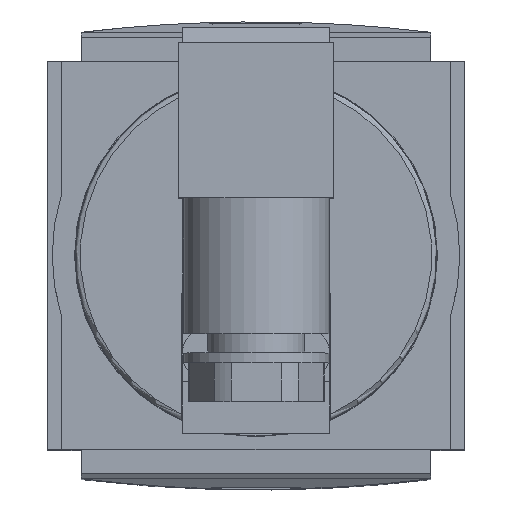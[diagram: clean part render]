
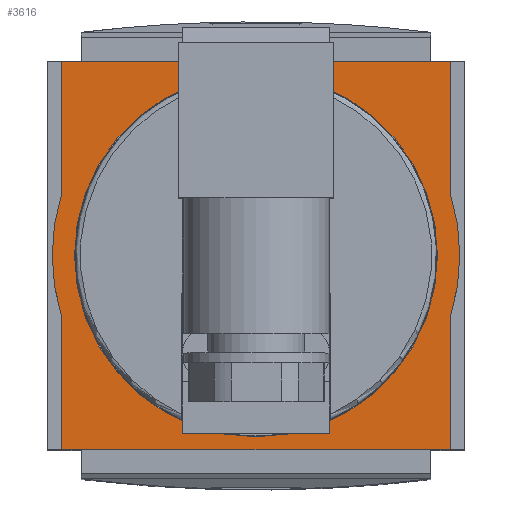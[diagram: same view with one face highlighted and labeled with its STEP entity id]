
A CAD part, top view. The second image highlights one B-rep face of the part: STEP entity #3616.
In plain terms, the highlighted planar face has unit normal (0, 0, 1).
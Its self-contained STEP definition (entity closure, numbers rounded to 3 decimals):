
#3532=CARTESIAN_POINT('',(-15.578,15.578,41.6));
#3533=DIRECTION('',(0.0,0.0,1.0));
#3534=DIRECTION('',(1.0,0.0,0.0));
#3535=AXIS2_PLACEMENT_3D('',#3532,#3533,#3534);
#3536=PLANE('',#3535);
#3537=CARTESIAN_POINT('',(-20.,20.0,41.6));
#3538=VERTEX_POINT('',#3537);
#3539=CARTESIAN_POINT('',(20.,20.,41.6));
#3540=VERTEX_POINT('',#3539);
#3541=CARTESIAN_POINT('',(-20.,20.0,41.6));
#3542=DIRECTION('',(1.0,0.0,0.0));
#3543=VECTOR('',#3542,40.0);
#3544=LINE('',#3541,#3543);
#3545=EDGE_CURVE('',#3538,#3540,#3544,.T.);
#3546=ORIENTED_EDGE('',*,*,#3545,.F.);
#3547=CARTESIAN_POINT('',(-20.,6.403,41.6));
#3548=VERTEX_POINT('',#3547);
#3549=CARTESIAN_POINT('',(-20.,6.403,41.6));
#3550=DIRECTION('',(0.0,1.0,0.0));
#3551=VECTOR('',#3550,13.597);
#3552=LINE('',#3549,#3551);
#3553=EDGE_CURVE('',#3548,#3538,#3552,.T.);
#3554=ORIENTED_EDGE('',*,*,#3553,.F.);
#3555=CARTESIAN_POINT('',(-20.,-6.403,41.6));
#3556=VERTEX_POINT('',#3555);
#3557=CARTESIAN_POINT('',(0.0,0.0,41.6));
#3558=DIRECTION('',(0.0,0.0,-1.0));
#3559=DIRECTION('',(-0.305,0.952,0.0));
#3560=AXIS2_PLACEMENT_3D('',#3557,#3558,#3559);
#3561=CIRCLE('',#3560,21.);
#3562=EDGE_CURVE('',#3556,#3548,#3561,.T.);
#3563=ORIENTED_EDGE('',*,*,#3562,.F.);
#3564=CARTESIAN_POINT('',(-20.,-20.0,41.6));
#3565=VERTEX_POINT('',#3564);
#3566=CARTESIAN_POINT('',(-20.,-20.0,41.6));
#3567=DIRECTION('',(0.0,1.0,0.0));
#3568=VECTOR('',#3567,13.597);
#3569=LINE('',#3566,#3568);
#3570=EDGE_CURVE('',#3565,#3556,#3569,.T.);
#3571=ORIENTED_EDGE('',*,*,#3570,.F.);
#3572=CARTESIAN_POINT('',(20.,-20.,41.6));
#3573=VERTEX_POINT('',#3572);
#3574=CARTESIAN_POINT('',(20.,-20.,41.6));
#3575=DIRECTION('',(-1.0,0.0,0.0));
#3576=VECTOR('',#3575,40.0);
#3577=LINE('',#3574,#3576);
#3578=EDGE_CURVE('',#3573,#3565,#3577,.T.);
#3579=ORIENTED_EDGE('',*,*,#3578,.F.);
#3580=CARTESIAN_POINT('',(20.,-6.403,41.6));
#3581=VERTEX_POINT('',#3580);
#3582=CARTESIAN_POINT('',(20.,-6.403,41.6));
#3583=DIRECTION('',(0.0,-1.0,0.0));
#3584=VECTOR('',#3583,13.597);
#3585=LINE('',#3582,#3584);
#3586=EDGE_CURVE('',#3581,#3573,#3585,.T.);
#3587=ORIENTED_EDGE('',*,*,#3586,.F.);
#3588=CARTESIAN_POINT('',(20.,6.403,41.6));
#3589=VERTEX_POINT('',#3588);
#3590=CARTESIAN_POINT('',(0.0,0.0,41.6));
#3591=DIRECTION('',(0.0,0.0,-1.));
#3592=DIRECTION('',(0.305,-0.952,0.0));
#3593=AXIS2_PLACEMENT_3D('',#3590,#3591,#3592);
#3594=CIRCLE('',#3593,21.0);
#3595=EDGE_CURVE('',#3589,#3581,#3594,.T.);
#3596=ORIENTED_EDGE('',*,*,#3595,.F.);
#3597=CARTESIAN_POINT('',(20.,20.,41.6));
#3598=DIRECTION('',(0.0,-1.0,0.0));
#3599=VECTOR('',#3598,13.597);
#3600=LINE('',#3597,#3599);
#3601=EDGE_CURVE('',#3540,#3589,#3600,.T.);
#3602=ORIENTED_EDGE('',*,*,#3601,.F.);
#3603=EDGE_LOOP('',(#3546,#3554,#3563,#3571,#3579,#3587,#3596,#3602));
#3604=FACE_OUTER_BOUND('',#3603,.T.);
#3605=CARTESIAN_POINT('',(18.7,0.,41.6));
#3606=VERTEX_POINT('',#3605);
#3607=CARTESIAN_POINT('',(0.0,0.0,41.6));
#3608=DIRECTION('',(0.0,0.0,-1.0));
#3609=DIRECTION('',(-1.0,0.0,0.0));
#3610=AXIS2_PLACEMENT_3D('',#3607,#3608,#3609);
#3611=CIRCLE('',#3610,18.7);
#3612=EDGE_CURVE('',#3606,#3606,#3611,.T.);
#3613=ORIENTED_EDGE('',*,*,#3612,.T.);
#3614=EDGE_LOOP('',(#3613));
#3615=FACE_BOUND('',#3614,.T.);
#3616=ADVANCED_FACE('',(#3604,#3615),#3536,.T.);
